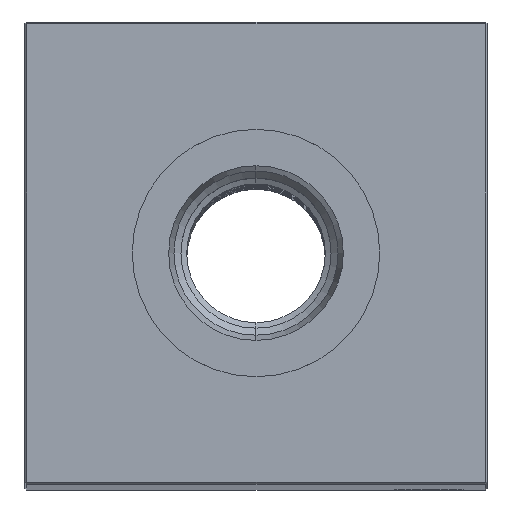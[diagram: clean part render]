
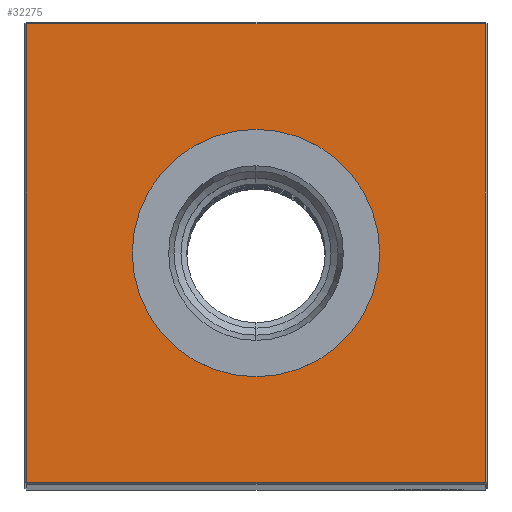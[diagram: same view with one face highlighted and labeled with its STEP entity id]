
A CAD part, top view. The second image highlights one B-rep face of the part: STEP entity #32275.
In plain terms, the highlighted planar face has unit normal (0, 0, 1).
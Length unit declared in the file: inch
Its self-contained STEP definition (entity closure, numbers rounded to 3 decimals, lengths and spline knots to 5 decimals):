
#1005 = CARTESIAN_POINT ( 'NONE',  ( 0., -0.66929, 18.25 ) ) ;
#1115 = LINE ( 'NONE', #22198, #22646 ) ;
#1274 = DIRECTION ( 'NONE',  ( 0., -1., 0. ) ) ;
#1992 = EDGE_CURVE ( 'NONE', #29155, #13193, #20396, .T. ) ;
#2370 = DIRECTION ( 'NONE',  ( -1., 0., 0. ) ) ;
#2695 = VERTEX_POINT ( 'NONE', #9061 ) ;
#3080 = ORIENTED_EDGE ( 'NONE', *, *, #12352, .T. ) ;
#3269 = DIRECTION ( 'NONE',  ( 0., 0., -1. ) ) ;
#4709 = CARTESIAN_POINT ( 'NONE',  ( 0., 0., 18.25 ) ) ;
#7390 = DIRECTION ( 'NONE',  ( 0., 0., -1. ) ) ;
#8251 = LINE ( 'NONE', #10924, #12711 ) ;
#8594 = FACE_BOUND ( 'NONE', #30422, .T. ) ;
#9061 = CARTESIAN_POINT ( 'NONE',  ( -1.24, 1.24, 18.25 ) ) ;
#9399 = VERTEX_POINT ( 'NONE', #12889 ) ;
#9727 = AXIS2_PLACEMENT_3D ( 'NONE', #18807, #13795, #10058 ) ;
#9806 = CIRCLE ( 'NONE', #28552, 0.66929 ) ;
#9961 = CARTESIAN_POINT ( 'NONE',  ( 1.24, 0., 18.25 ) ) ;
#10058 = DIRECTION ( 'NONE',  ( -1., 0., 0. ) ) ;
#10865 = ORIENTED_EDGE ( 'NONE', *, *, #25449, .T. ) ;
#10924 = CARTESIAN_POINT ( 'NONE',  ( 0., 1.24, 18.25 ) ) ;
#11452 = VECTOR ( 'NONE', #27387, 39.37008 ) ;
#11712 = ORIENTED_EDGE ( 'NONE', *, *, #25779, .T. ) ;
#12352 = EDGE_CURVE ( 'NONE', #13193, #29155, #9806, .T. ) ;
#12691 = VECTOR ( 'NONE', #12789, 39.37008 ) ;
#12711 = VECTOR ( 'NONE', #21147, 39.37008 ) ;
#12789 = DIRECTION ( 'NONE',  ( 0., 1., 0. ) ) ;
#12889 = CARTESIAN_POINT ( 'NONE',  ( -1.24, -1.24, 18.25 ) ) ;
#13146 = EDGE_LOOP ( 'NONE', ( #21334, #20732, #10865, #11712 ) ) ;
#13193 = VERTEX_POINT ( 'NONE', #25775 ) ;
#13795 = DIRECTION ( 'NONE',  ( 0., 0., -1. ) ) ;
#16775 = FACE_OUTER_BOUND ( 'NONE', #13146, .T. ) ;
#17759 = CARTESIAN_POINT ( 'NONE',  ( 1.24, 1.24, 18.25 ) ) ;
#18048 = ORIENTED_EDGE ( 'NONE', *, *, #1992, .T. ) ;
#18807 = CARTESIAN_POINT ( 'NONE',  ( 0., 0., 18.25 ) ) ;
#19650 = EDGE_CURVE ( 'NONE', #2695, #9399, #1115, .T. ) ;
#20396 = CIRCLE ( 'NONE', #20966, 0.66929 ) ;
#20678 = LINE ( 'NONE', #9961, #12691 ) ;
#20732 = ORIENTED_EDGE ( 'NONE', *, *, #29573, .T. ) ;
#20966 = AXIS2_PLACEMENT_3D ( 'NONE', #23391, #3269, #28579 ) ;
#21147 = DIRECTION ( 'NONE',  ( -1., 0., 0. ) ) ;
#21334 = ORIENTED_EDGE ( 'NONE', *, *, #19650, .T. ) ;
#22044 = LINE ( 'NONE', #24889, #11452 ) ;
#22198 = CARTESIAN_POINT ( 'NONE',  ( -1.24, 0., 18.25 ) ) ;
#22388 = CARTESIAN_POINT ( 'NONE',  ( 1.24, -1.24, 18.25 ) ) ;
#22646 = VECTOR ( 'NONE', #1274, 39.37008 ) ;
#23391 = CARTESIAN_POINT ( 'NONE',  ( 0., 0., 18.25 ) ) ;
#24504 = PLANE ( 'NONE',  #9727 ) ;
#24889 = CARTESIAN_POINT ( 'NONE',  ( 0., -1.24, 18.25 ) ) ;
#25449 = EDGE_CURVE ( 'NONE', #30547, #28812, #20678, .T. ) ;
#25775 = CARTESIAN_POINT ( 'NONE',  ( 0., 0.66929, 18.25 ) ) ;
#25779 = EDGE_CURVE ( 'NONE', #28812, #2695, #8251, .T. ) ;
#27387 = DIRECTION ( 'NONE',  ( 1., 0., 0. ) ) ;
#28552 = AXIS2_PLACEMENT_3D ( 'NONE', #4709, #7390, #2370 ) ;
#28579 = DIRECTION ( 'NONE',  ( -1., 0., 0. ) ) ;
#28812 = VERTEX_POINT ( 'NONE', #17759 ) ;
#29155 = VERTEX_POINT ( 'NONE', #1005 ) ;
#29573 = EDGE_CURVE ( 'NONE', #9399, #30547, #22044, .T. ) ;
#30422 = EDGE_LOOP ( 'NONE', ( #3080, #18048 ) ) ;
#30547 = VERTEX_POINT ( 'NONE', #22388 ) ;
#32275 = ADVANCED_FACE ( 'NONE', ( #16775, #8594 ), #24504, .F. ) ;
